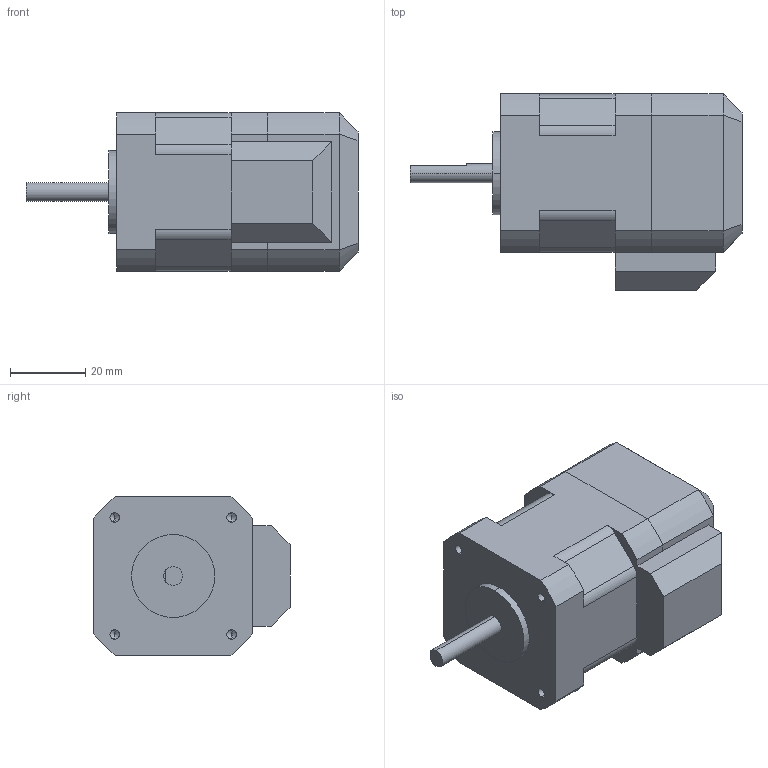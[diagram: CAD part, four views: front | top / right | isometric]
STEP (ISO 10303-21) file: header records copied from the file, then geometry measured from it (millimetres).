
FILE_DESCRIPTION (( 'STEP AP214' ), '1' );
FILE_NAME ('17HS16-2004D-E1000.STEP', '2021-03-20T12:14:16', ( '' ), ( '' ), 'SwSTEP 2.0', 'SolidWorks 2017', '' );
FILE_SCHEMA (( 'AUTOMOTIVE_DESIGN' ));
Length unit declared in the file: millimetre
Products named in the file (1): 17HS16-2004D-E1000
Bounding box: 88 x 52 x 42 mm (x, y, z)
Volume: 112198.6 mm3; surface area: 14272.3 mm2
Topology: 1 solids, 1 shells, 82 faces, 208 edges, 126 vertices
Faces by surface type: plane 38, cylinder 32, cone 12
Entity records: 2755 total; most frequent: CARTESIAN_POINT 433, DIRECTION 424, ORIENTED_EDGE 400, EDGE_CURVE 200, AXIS2_PLACEMENT_3D 149, VERTEX_POINT 126, VECTOR 126, LINE 126
